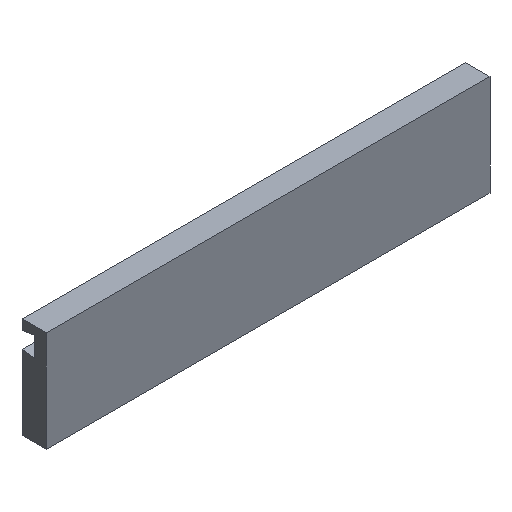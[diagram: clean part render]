
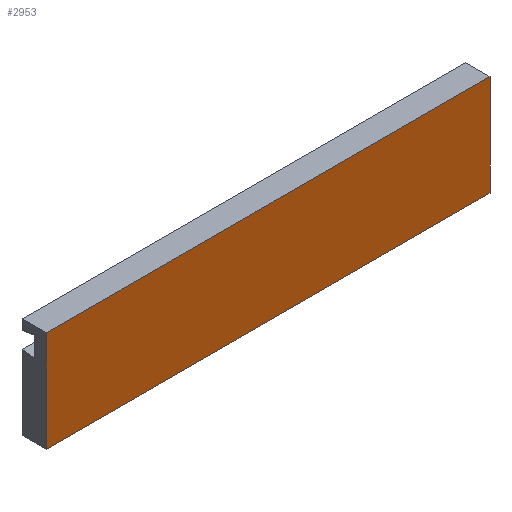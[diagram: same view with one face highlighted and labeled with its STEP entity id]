
A CAD part, isometric view. The second image highlights one B-rep face of the part: STEP entity #2953.
In plain terms, the highlighted planar face has unit normal (0, -1, 0).
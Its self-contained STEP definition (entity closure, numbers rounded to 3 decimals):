
#126 = CARTESIAN_POINT ( 'NONE',  ( 0., 0., 0. ) ) ;
#218 = CARTESIAN_POINT ( 'NONE',  ( 0., 0., 0. ) ) ;
#584 = ORIENTED_EDGE ( 'NONE', *, *, #1255, .T. ) ;
#909 = CARTESIAN_POINT ( 'NONE',  ( 0., 0., 25. ) ) ;
#1116 = EDGE_LOOP ( 'NONE', ( #3512, #3847, #2756, #584 ) ) ;
#1128 = DIRECTION ( 'NONE',  ( 1., 0., 0. ) ) ;
#1255 = EDGE_CURVE ( 'NONE', #2630, #2683, #1990, .T. ) ;
#1310 = VECTOR ( 'NONE', #1439, 1000. ) ;
#1406 = CARTESIAN_POINT ( 'NONE',  ( -110., 0., 25. ) ) ;
#1439 = DIRECTION ( 'NONE',  ( 0., 0., -1. ) ) ;
#1589 = VERTEX_POINT ( 'NONE', #5739 ) ;
#1819 = LINE ( 'NONE', #2357, #1310 ) ;
#1880 = DIRECTION ( 'NONE',  ( 0., -1., 0. ) ) ;
#1930 = CARTESIAN_POINT ( 'NONE',  ( -110., 0., 25. ) ) ;
#1990 = LINE ( 'NONE', #1930, #3164 ) ;
#2047 = CARTESIAN_POINT ( 'NONE',  ( 0., 0., 25. ) ) ;
#2269 = VECTOR ( 'NONE', #2733, 1000. ) ;
#2299 = EDGE_CURVE ( 'NONE', #1589, #2630, #4114, .T. ) ;
#2357 = CARTESIAN_POINT ( 'NONE',  ( 0., 0., 25. ) ) ;
#2630 = VERTEX_POINT ( 'NONE', #1406 ) ;
#2682 = VECTOR ( 'NONE', #3702, 1000. ) ;
#2683 = VERTEX_POINT ( 'NONE', #3640 ) ;
#2733 = DIRECTION ( 'NONE',  ( -1., 0., 0. ) ) ;
#2756 = ORIENTED_EDGE ( 'NONE', *, *, #2299, .T. ) ;
#2890 = FACE_OUTER_BOUND ( 'NONE', #1116, .T. ) ;
#2953 = ADVANCED_FACE ( 'NONE', ( #2890 ), #4335, .T. ) ;
#3164 = VECTOR ( 'NONE', #4216, 1000. ) ;
#3512 = ORIENTED_EDGE ( 'NONE', *, *, #4680, .F. ) ;
#3640 = CARTESIAN_POINT ( 'NONE',  ( -110., 0., 0. ) ) ;
#3702 = DIRECTION ( 'NONE',  ( -1., 0., 0. ) ) ;
#3847 = ORIENTED_EDGE ( 'NONE', *, *, #4396, .F. ) ;
#4114 = LINE ( 'NONE', #909, #2269 ) ;
#4198 = AXIS2_PLACEMENT_3D ( 'NONE', #2047, #1880, #1128 ) ;
#4216 = DIRECTION ( 'NONE',  ( 0., 0., -1. ) ) ;
#4335 = PLANE ( 'NONE',  #4198 ) ;
#4396 = EDGE_CURVE ( 'NONE', #1589, #5175, #1819, .T. ) ;
#4680 = EDGE_CURVE ( 'NONE', #5175, #2683, #4697, .T. ) ;
#4697 = LINE ( 'NONE', #218, #2682 ) ;
#5175 = VERTEX_POINT ( 'NONE', #126 ) ;
#5739 = CARTESIAN_POINT ( 'NONE',  ( 0., 0., 25. ) ) ;
